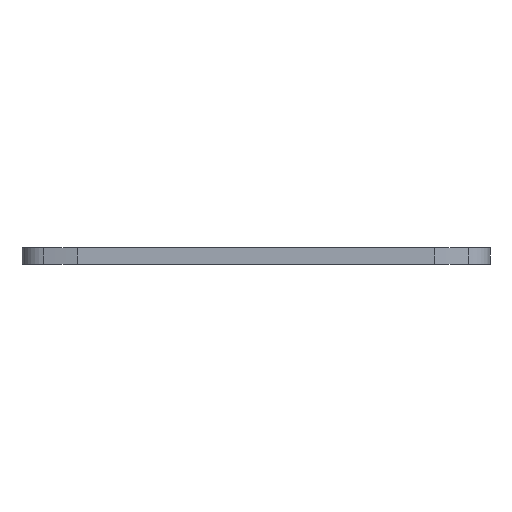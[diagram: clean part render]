
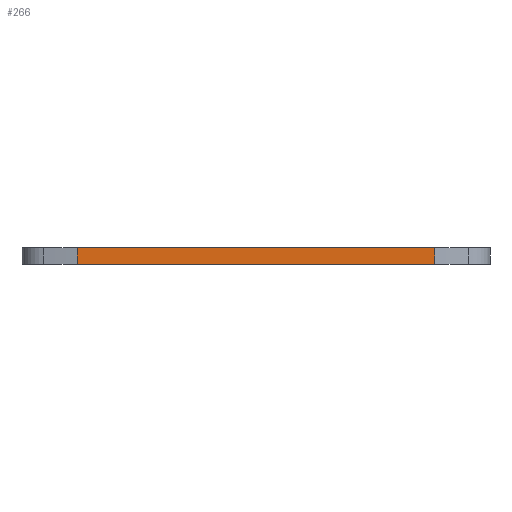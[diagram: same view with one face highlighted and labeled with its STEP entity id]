
A CAD part, left-side view. The second image highlights one B-rep face of the part: STEP entity #266.
In plain terms, the highlighted planar face has unit normal (-1, 0, 0).
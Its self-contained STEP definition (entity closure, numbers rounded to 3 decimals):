
#208=CARTESIAN_POINT('',(37.134,-11.804,1.5));
#209=VERTEX_POINT('',#208);
#217=CARTESIAN_POINT('',(37.134,-11.804,0.0));
#218=VERTEX_POINT('',#217);
#219=CARTESIAN_POINT('',(37.134,-11.804,0.0));
#220=DIRECTION('',(0.0,0.0,1.0));
#221=VECTOR('',#220,1.5);
#222=LINE('',#219,#221);
#223=EDGE_CURVE('',#218,#209,#222,.T.);
#236=CARTESIAN_POINT('',(37.134,-11.804,0.0));
#237=DIRECTION('',(-1.0,0.0,0.0));
#238=DIRECTION('',(0.0,0.0,1.0));
#239=AXIS2_PLACEMENT_3D('',#236,#237,#238);
#240=PLANE('',#239);
#241=CARTESIAN_POINT('',(37.134,20.274,1.5));
#242=VERTEX_POINT('',#241);
#243=CARTESIAN_POINT('',(37.134,-11.804,1.5));
#244=DIRECTION('',(0.0,1.0,0.0));
#245=VECTOR('',#244,32.078);
#246=LINE('',#243,#245);
#247=EDGE_CURVE('',#209,#242,#246,.T.);
#248=ORIENTED_EDGE('',*,*,#247,.T.);
#249=CARTESIAN_POINT('',(37.134,20.274,0.0));
#250=VERTEX_POINT('',#249);
#251=CARTESIAN_POINT('',(37.134,20.274,0.0));
#252=DIRECTION('',(0.0,0.0,1.0));
#253=VECTOR('',#252,1.5);
#254=LINE('',#251,#253);
#255=EDGE_CURVE('',#250,#242,#254,.T.);
#256=ORIENTED_EDGE('',*,*,#255,.F.);
#257=CARTESIAN_POINT('',(37.134,20.274,0.0));
#258=DIRECTION('',(0.0,-1.0,0.0));
#259=VECTOR('',#258,32.078);
#260=LINE('',#257,#259);
#261=EDGE_CURVE('',#250,#218,#260,.T.);
#262=ORIENTED_EDGE('',*,*,#261,.T.);
#263=ORIENTED_EDGE('',*,*,#223,.T.);
#264=EDGE_LOOP('',(#248,#256,#262,#263));
#265=FACE_OUTER_BOUND('',#264,.T.);
#266=ADVANCED_FACE('',(#265),#240,.T.);
